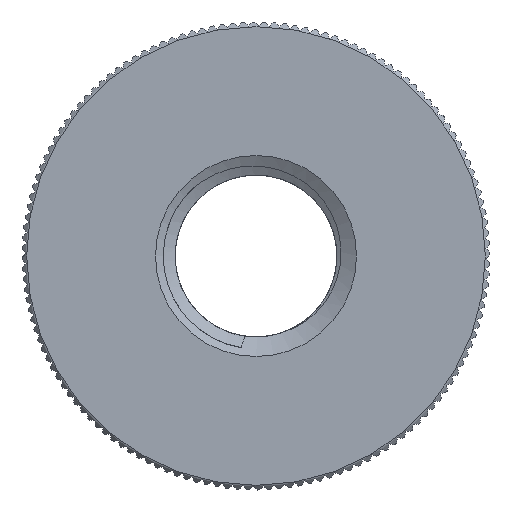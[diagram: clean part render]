
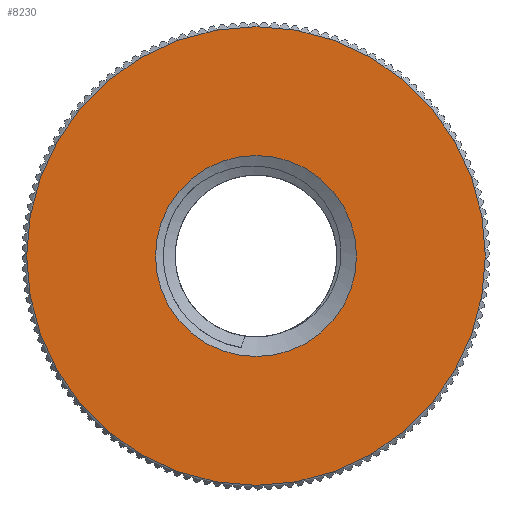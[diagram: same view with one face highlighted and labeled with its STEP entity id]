
A CAD part, left-side view. The second image highlights one B-rep face of the part: STEP entity #8230.
In plain terms, the highlighted planar face has unit normal (-1, 0, 0).
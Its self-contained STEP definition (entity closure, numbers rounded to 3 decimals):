
#1286=PLANE('',#9528);
#1295=FACE_BOUND('',#2178,.T.);
#1732=FACE_OUTER_BOUND('',#2177,.T.);
#2177=EDGE_LOOP('',(#7362));
#2178=EDGE_LOOP('',(#7363));
#2187=CIRCLE('',#8246,6.476);
#3039=CIRCLE('',#9526,14.775);
#3059=VERTEX_POINT('',#12571);
#3916=VERTEX_POINT('',#17021);
#3922=EDGE_CURVE('',#3059,#3059,#2187,.T.);
#5207=EDGE_CURVE('',#3916,#3916,#3039,.T.);
#7362=ORIENTED_EDGE('',*,*,#5207,.F.);
#7363=ORIENTED_EDGE('',*,*,#3922,.T.);
#8230=ADVANCED_FACE('',(#1732,#1295),#1286,.T.);
#8246=AXIS2_PLACEMENT_3D('',#12572,#9543,#9544);
#9526=AXIS2_PLACEMENT_3D('',#17022,#12523,#12524);
#9528=AXIS2_PLACEMENT_3D('',#17024,#12527,#12528);
#9543=DIRECTION('center_axis',(1.,0.,0.));
#9544=DIRECTION('ref_axis',(0.,1.,0.));
#12523=DIRECTION('center_axis',(1.,0.,0.));
#12524=DIRECTION('ref_axis',(0.,0.,-1.));
#12527=DIRECTION('center_axis',(-1.,0.,0.));
#12528=DIRECTION('ref_axis',(0.,0.,1.));
#12571=CARTESIAN_POINT('',(-10.,6.476,0.));
#12572=CARTESIAN_POINT('Origin',(-10.,0.,0.));
#17021=CARTESIAN_POINT('',(-10.,14.775,0.));
#17022=CARTESIAN_POINT('Origin',(-10.,0.,0.));
#17024=CARTESIAN_POINT('Origin',(-10.,14.775,0.));
